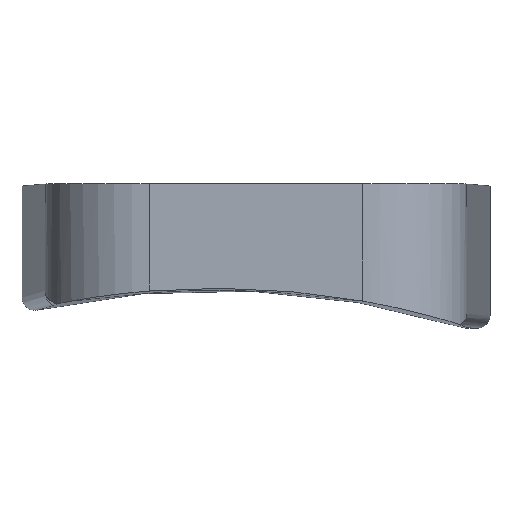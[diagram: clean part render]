
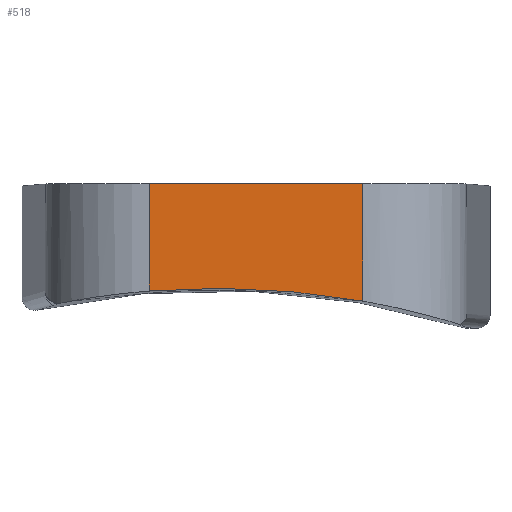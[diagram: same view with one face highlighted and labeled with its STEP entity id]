
A CAD part, top view. The second image highlights one B-rep face of the part: STEP entity #518.
In plain terms, the highlighted planar face has unit normal (0, 0, 1).
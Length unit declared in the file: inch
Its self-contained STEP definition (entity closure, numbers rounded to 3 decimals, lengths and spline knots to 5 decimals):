
#13 = EDGE_CURVE ( 'NONE', #680, #70, #396, .T. ) ;
#27 = VECTOR ( 'NONE', #315, 39.37008 ) ;
#37 = CARTESIAN_POINT ( 'NONE',  ( -0.1612, 0., 3. ) ) ;
#49 = CARTESIAN_POINT ( 'NONE',  ( -0.1612, 2.25, 3. ) ) ;
#70 = VERTEX_POINT ( 'NONE', #49 ) ;
#91 = LINE ( 'NONE', #37, #27 ) ;
#108 = CARTESIAN_POINT ( 'NONE',  ( 0.3487, 1.96937, 3. ) ) ;
#114 = PLANE ( 'NONE',  #217 ) ;
#147 = EDGE_CURVE ( 'NONE', #664, #730, #477, .T. ) ;
#151 = CARTESIAN_POINT ( 'NONE',  ( -0.1612, 1.99349, 3. ) ) ;
#157 = ORIENTED_EDGE ( 'NONE', *, *, #13, .T. ) ;
#163 = ORIENTED_EDGE ( 'NONE', *, *, #408, .T. ) ;
#181 = DIRECTION ( 'NONE',  ( -1., 0., 0. ) ) ;
#217 = AXIS2_PLACEMENT_3D ( 'NONE', #438, #219, #451 ) ;
#219 = DIRECTION ( 'NONE',  ( 0., 0., 1. ) ) ;
#235 = ORIENTED_EDGE ( 'NONE', *, *, #147, .T. ) ;
#238 = DIRECTION ( 'NONE',  ( 0., 1., 0. ) ) ;
#264 = VECTOR ( 'NONE', #181, 39.37008 ) ;
#270 = DIRECTION ( 'NONE',  ( 0., 0., -1. ) ) ;
#282 = DIRECTION ( 'NONE',  ( 1., 0., 0. ) ) ;
#315 = DIRECTION ( 'NONE',  ( 0., -1., 0. ) ) ;
#355 = CARTESIAN_POINT ( 'NONE',  ( 0.3487, 0., 3. ) ) ;
#396 = LINE ( 'NONE', #626, #264 ) ;
#403 = EDGE_LOOP ( 'NONE', ( #235, #685, #157, #163 ) ) ;
#408 = EDGE_CURVE ( 'NONE', #70, #664, #91, .T. ) ;
#438 = CARTESIAN_POINT ( 'NONE',  ( 0., 0., 3. ) ) ;
#443 = FACE_OUTER_BOUND ( 'NONE', #403, .T. ) ;
#451 = DIRECTION ( 'NONE',  ( 1., 0., 0. ) ) ;
#477 = CIRCLE ( 'NONE', #634, 2. ) ;
#478 = CARTESIAN_POINT ( 'NONE',  ( 0.3487, 2.25, 3. ) ) ;
#512 = CARTESIAN_POINT ( 'NONE',  ( 0., 0., 3. ) ) ;
#518 = ADVANCED_FACE ( 'NONE', ( #443 ), #114, .T. ) ;
#520 = LINE ( 'NONE', #355, #636 ) ;
#595 = EDGE_CURVE ( 'NONE', #730, #680, #520, .T. ) ;
#626 = CARTESIAN_POINT ( 'NONE',  ( -0.40625, 2.25, 3. ) ) ;
#634 = AXIS2_PLACEMENT_3D ( 'NONE', #512, #270, #282 ) ;
#636 = VECTOR ( 'NONE', #238, 39.37008 ) ;
#664 = VERTEX_POINT ( 'NONE', #151 ) ;
#680 = VERTEX_POINT ( 'NONE', #478 ) ;
#685 = ORIENTED_EDGE ( 'NONE', *, *, #595, .T. ) ;
#730 = VERTEX_POINT ( 'NONE', #108 ) ;
